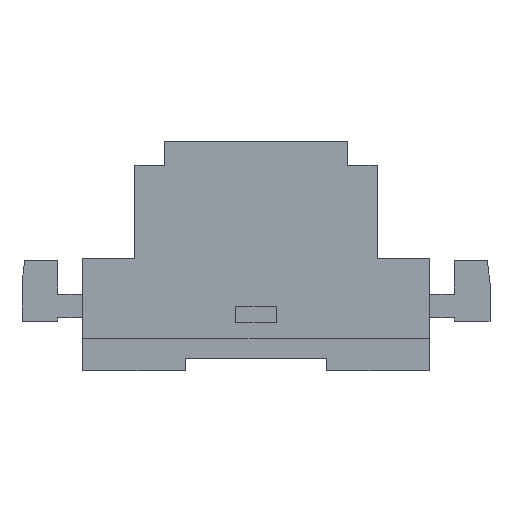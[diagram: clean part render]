
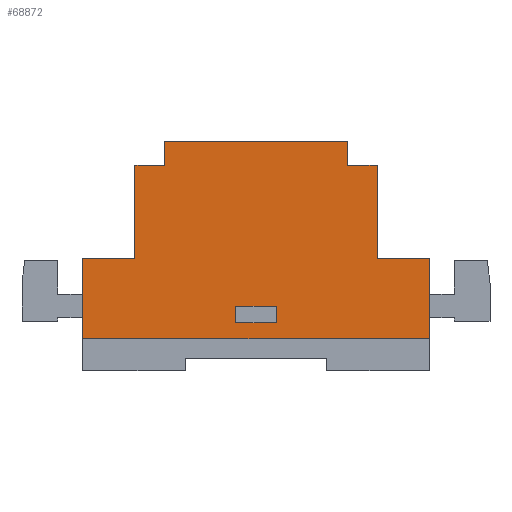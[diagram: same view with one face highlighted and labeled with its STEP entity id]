
A CAD part, left-side view. The second image highlights one B-rep face of the part: STEP entity #68872.
In plain terms, the highlighted face is planar.
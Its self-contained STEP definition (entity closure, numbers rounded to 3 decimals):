
#46143=CARTESIAN_POINT('',(-5.,-20.5,122.0));
#46144=VERTEX_POINT('',#46143);
#46151=CARTESIAN_POINT('',(5.,-20.5,122.0));
#46152=VERTEX_POINT('',#46151);
#46153=CARTESIAN_POINT('',(5.,-20.5,122.0));
#46154=DIRECTION('',(-1.0,0.0,0.0));
#46155=VECTOR('',#46154,10.);
#46156=LINE('',#46153,#46155);
#46157=EDGE_CURVE('',#46152,#46144,#46156,.T.);
#46182=CARTESIAN_POINT('',(5.,-16.5,122.0));
#46183=VERTEX_POINT('',#46182);
#46184=CARTESIAN_POINT('',(5.,-16.5,122.0));
#46185=DIRECTION('',(0.0,-1.0,0.0));
#46186=VECTOR('',#46185,4.);
#46187=LINE('',#46184,#46186);
#46188=EDGE_CURVE('',#46183,#46152,#46187,.T.);
#46213=CARTESIAN_POINT('',(-5.,-16.5,122.0));
#46214=VERTEX_POINT('',#46213);
#46215=CARTESIAN_POINT('',(-5.,-16.5,122.0));
#46216=DIRECTION('',(1.0,0.0,0.0));
#46217=VECTOR('',#46216,10.);
#46218=LINE('',#46215,#46217);
#46219=EDGE_CURVE('',#46214,#46183,#46218,.T.);
#46242=CARTESIAN_POINT('',(-5.,-20.5,122.0));
#46243=DIRECTION('',(0.0,1.0,0.0));
#46244=VECTOR('',#46243,4.);
#46245=LINE('',#46242,#46244);
#46246=EDGE_CURVE('',#46144,#46214,#46245,.T.);
#65748=CARTESIAN_POINT('',(43.0,-4.5,122.0));
#65749=VERTEX_POINT('',#65748);
#65756=CARTESIAN_POINT('',(43.0,-24.5,122.0));
#65757=VERTEX_POINT('',#65756);
#65758=CARTESIAN_POINT('',(43.0,-4.5,122.0));
#65759=DIRECTION('',(0.0,-1.0,0.0));
#65760=VECTOR('',#65759,20.);
#65761=LINE('',#65758,#65760);
#65762=EDGE_CURVE('',#65749,#65757,#65761,.T.);
#66689=CARTESIAN_POINT('',(-43.,-24.5,122.0));
#66690=VERTEX_POINT('',#66689);
#66691=CARTESIAN_POINT('',(43.0,-24.5,122.0));
#66692=DIRECTION('',(-1.0,0.0,0.0));
#66693=VECTOR('',#66692,86.0);
#66694=LINE('',#66691,#66693);
#66695=EDGE_CURVE('',#65757,#66690,#66694,.T.);
#66713=CARTESIAN_POINT('',(-43.,-4.5,122.0));
#66714=VERTEX_POINT('',#66713);
#66715=CARTESIAN_POINT('',(-43.,-24.5,122.0));
#66716=DIRECTION('',(0.0,1.0,0.0));
#66717=VECTOR('',#66716,20.);
#66718=LINE('',#66715,#66717);
#66719=EDGE_CURVE('',#66690,#66714,#66718,.T.);
#66746=CARTESIAN_POINT('',(-30.0,-4.5,122.0));
#66747=VERTEX_POINT('',#66746);
#66748=CARTESIAN_POINT('',(-43.,-4.5,122.0));
#66749=DIRECTION('',(1.0,0.0,0.0));
#66750=VECTOR('',#66749,13.);
#66751=LINE('',#66748,#66750);
#66752=EDGE_CURVE('',#66714,#66747,#66751,.T.);
#67845=CARTESIAN_POINT('',(-30.,18.5,122.0));
#67846=VERTEX_POINT('',#67845);
#67847=CARTESIAN_POINT('',(-30.0,-4.5,122.0));
#67848=DIRECTION('',(0.0,1.0,0.0));
#67849=VECTOR('',#67848,23.);
#67850=LINE('',#67847,#67849);
#67851=EDGE_CURVE('',#66747,#67846,#67850,.T.);
#67876=CARTESIAN_POINT('',(-22.75,18.5,122.0));
#67877=VERTEX_POINT('',#67876);
#67878=CARTESIAN_POINT('',(-30.,18.5,122.0));
#67879=DIRECTION('',(1.0,0.0,0.0));
#67880=VECTOR('',#67879,7.25);
#67881=LINE('',#67878,#67880);
#67882=EDGE_CURVE('',#67846,#67877,#67881,.T.);
#67907=CARTESIAN_POINT('',(-22.75,24.5,122.0));
#67908=VERTEX_POINT('',#67907);
#67909=CARTESIAN_POINT('',(-22.75,18.5,122.0));
#67910=DIRECTION('',(0.0,1.0,0.0));
#67911=VECTOR('',#67910,6.0);
#67912=LINE('',#67909,#67911);
#67913=EDGE_CURVE('',#67877,#67908,#67912,.T.);
#67938=CARTESIAN_POINT('',(22.75,24.5,122.0));
#67939=VERTEX_POINT('',#67938);
#67940=CARTESIAN_POINT('',(-22.75,24.5,122.0));
#67941=DIRECTION('',(1.0,0.0,0.0));
#67942=VECTOR('',#67941,45.5);
#67943=LINE('',#67940,#67942);
#67944=EDGE_CURVE('',#67908,#67939,#67943,.T.);
#67975=CARTESIAN_POINT('',(22.75,18.5,122.0));
#67976=VERTEX_POINT('',#67975);
#67977=CARTESIAN_POINT('',(22.75,24.5,122.0));
#67978=DIRECTION('',(0.0,-1.0,0.0));
#67979=VECTOR('',#67978,6.0);
#67980=LINE('',#67977,#67979);
#67981=EDGE_CURVE('',#67939,#67976,#67980,.T.);
#68006=CARTESIAN_POINT('',(30.,18.5,122.0));
#68007=VERTEX_POINT('',#68006);
#68008=CARTESIAN_POINT('',(22.75,18.5,122.0));
#68009=DIRECTION('',(1.0,0.0,0.0));
#68010=VECTOR('',#68009,7.25);
#68011=LINE('',#68008,#68010);
#68012=EDGE_CURVE('',#67976,#68007,#68011,.T.);
#68037=CARTESIAN_POINT('',(30.,-4.5,122.0));
#68038=VERTEX_POINT('',#68037);
#68039=CARTESIAN_POINT('',(30.,18.5,122.0));
#68040=DIRECTION('',(0.0,-1.0,0.0));
#68041=VECTOR('',#68040,23.);
#68042=LINE('',#68039,#68041);
#68043=EDGE_CURVE('',#68007,#68038,#68042,.T.);
#68068=CARTESIAN_POINT('',(30.,-4.5,122.0));
#68069=DIRECTION('',(1.0,0.0,0.0));
#68070=VECTOR('',#68069,13.);
#68071=LINE('',#68068,#68070);
#68072=EDGE_CURVE('',#68038,#65749,#68071,.T.);
#68847=CARTESIAN_POINT('',(0.,-3.115,122.0));
#68848=DIRECTION('',(0.0,0.0,1.0));
#68849=DIRECTION('',(1.0,0.0,0.0));
#68850=AXIS2_PLACEMENT_3D('',#68847,#68848,#68849);
#68851=PLANE('',#68850);
#68852=ORIENTED_EDGE('',*,*,#65762,.F.);
#68853=ORIENTED_EDGE('',*,*,#68072,.F.);
#68854=ORIENTED_EDGE('',*,*,#68043,.F.);
#68855=ORIENTED_EDGE('',*,*,#68012,.F.);
#68856=ORIENTED_EDGE('',*,*,#67981,.F.);
#68857=ORIENTED_EDGE('',*,*,#67944,.F.);
#68858=ORIENTED_EDGE('',*,*,#67913,.F.);
#68859=ORIENTED_EDGE('',*,*,#67882,.F.);
#68860=ORIENTED_EDGE('',*,*,#67851,.F.);
#68861=ORIENTED_EDGE('',*,*,#66752,.F.);
#68862=ORIENTED_EDGE('',*,*,#66719,.F.);
#68863=ORIENTED_EDGE('',*,*,#66695,.F.);
#68864=EDGE_LOOP('',(#68852,#68853,#68854,#68855,#68856,#68857,#68858,#68859,#68860,#68861,#68862,#68863));
#68865=FACE_OUTER_BOUND('',#68864,.T.);
#68866=ORIENTED_EDGE('',*,*,#46157,.T.);
#68867=ORIENTED_EDGE('',*,*,#46246,.T.);
#68868=ORIENTED_EDGE('',*,*,#46219,.T.);
#68869=ORIENTED_EDGE('',*,*,#46188,.T.);
#68870=EDGE_LOOP('',(#68866,#68867,#68868,#68869));
#68871=FACE_BOUND('',#68870,.T.);
#68872=ADVANCED_FACE('',(#68865,#68871),#68851,.T.);
